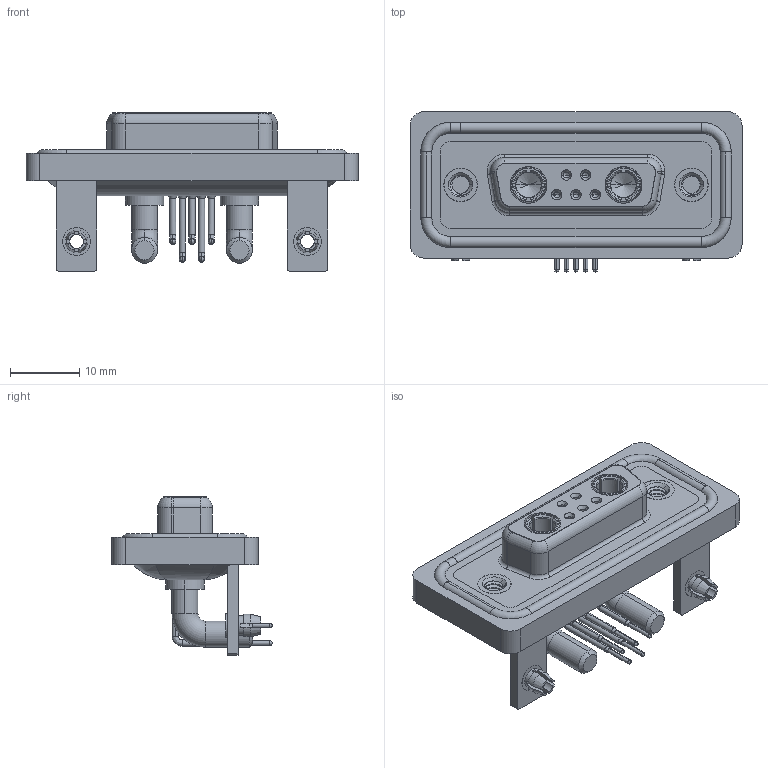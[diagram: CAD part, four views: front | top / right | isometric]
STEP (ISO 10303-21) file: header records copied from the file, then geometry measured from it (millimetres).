
FILE_DESCRIPTION (( 'STEP AP203' ), '1' );
FILE_NAME ('630W7W2-640-4NB.STEP', '2024-04-11T23:41:26', ( '' ), ( '' ), 'SwSTEP 2.0', 'SolidWorks 2023', '' );
FILE_SCHEMA (( 'CONFIG_CONTROL_DESIGN' ));
Length unit declared in the file: millimetre
Products named in the file (11): 630Combo Shell Rear_15 Contacts; 630Combo Threaded Rivet_A; 630Combo Stabilizer Bracket_50 Contacts; 630Combo Housing_7W2; 630Combo Waterproof Housing_15 Contacts; Power Socket_40A RA; 630W7W2-640-4NB; 630Combo Shell Front_15 Contacts; 630Combo Board Lock_50 Contacts; 630Combo Contact Row 2_50 Contacts; 630Combo Contact Row 1_50 Contacts
Assembly tree (17 placements, depth 2):
  630W7W2-640-4NB
    630Combo Housing_7W2
    630Combo Shell Front_15 Contacts
    630Combo Shell Rear_15 Contacts
    630Combo Threaded Rivet_A  x2
    630Combo Stabilizer Bracket_50 Contacts  x2
    630Combo Board Lock_50 Contacts  x2
    Power Socket_40A RA  x2
    630Combo Contact Row 1_50 Contacts  x2
    630Combo Contact Row 2_50 Contacts  x3
    630Combo Waterproof Housing_15 Contacts
Bounding box: 47.9 x 23.12 x 22.8 mm (x, y, z)
Volume: 6737.1 mm3; surface area: 11242.1 mm2
Topology: 20 solids, 20 shells, 941 faces, 2402 edges, 1525 vertices
Faces by surface type: cylinder 407, plane 306, cone 113, torus 83, bspline 32
Entity records: 22933 total; most frequent: CARTESIAN_POINT 5750, DIRECTION 3521, ORIENTED_EDGE 3222, EDGE_CURVE 1611, AXIS2_PLACEMENT_3D 1413, VERTEX_POINT 1029, CIRCLE 761, EDGE_LOOP 726
